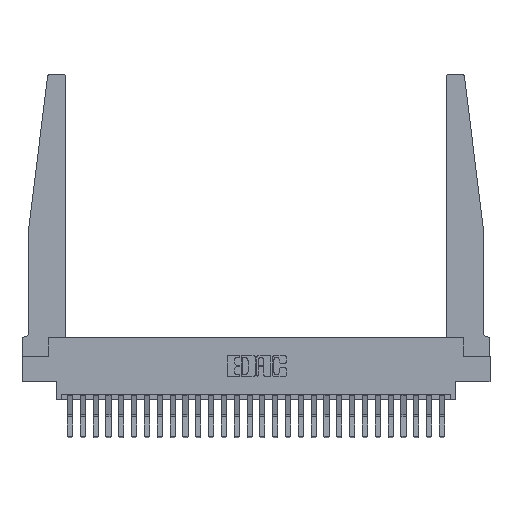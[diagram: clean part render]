
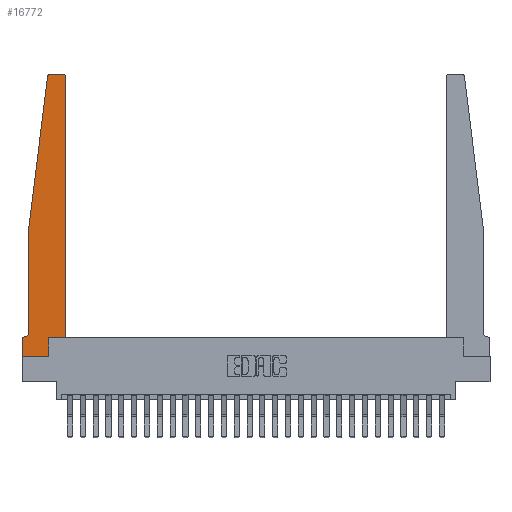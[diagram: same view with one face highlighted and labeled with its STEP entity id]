
A CAD part, top view. The second image highlights one B-rep face of the part: STEP entity #16772.
In plain terms, the highlighted planar face has unit normal (0, 0, 1).
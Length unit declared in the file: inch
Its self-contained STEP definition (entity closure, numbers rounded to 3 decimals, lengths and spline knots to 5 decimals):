
#28 = VERTEX_POINT ( 'NONE', #14739 ) ;
#35 = CARTESIAN_POINT ( 'NONE',  ( 0., 0., 0.37 ) ) ;
#423 = AXIS2_PLACEMENT_3D ( 'NONE', #2828, #8475, #560 ) ;
#560 = DIRECTION ( 'NONE',  ( -1., 0., 0. ) ) ;
#894 = DIRECTION ( 'NONE',  ( -1., 0., 0. ) ) ;
#1273 = LINE ( 'NONE', #7070, #8035 ) ;
#2015 = DIRECTION ( 'NONE',  ( 1., 0., 0. ) ) ;
#2057 = ORIENTED_EDGE ( 'NONE', *, *, #17780, .T. ) ;
#2605 = EDGE_CURVE ( 'NONE', #16324, #3377, #17131, .T. ) ;
#2828 = CARTESIAN_POINT ( 'NONE',  ( 0.015, 0.2375, 0.37 ) ) ;
#3000 = CARTESIAN_POINT ( 'NONE',  ( 0., 0., 0.37 ) ) ;
#3053 = DIRECTION ( 'NONE',  ( -0.122, -0.992, 0. ) ) ;
#3098 = EDGE_CURVE ( 'NONE', #23201, #19807, #16666, .T. ) ;
#3377 = VERTEX_POINT ( 'NONE', #13670 ) ;
#3832 = VERTEX_POINT ( 'NONE', #22133 ) ;
#3909 = ORIENTED_EDGE ( 'NONE', *, *, #10017, .T. ) ;
#4053 = DIRECTION ( 'NONE',  ( -1., 0., 0. ) ) ;
#4385 = VERTEX_POINT ( 'NONE', #25274 ) ;
#4639 = VECTOR ( 'NONE', #10466, 39.37008 ) ;
#4981 = LINE ( 'NONE', #25352, #12722 ) ;
#5724 = ORIENTED_EDGE ( 'NONE', *, *, #3098, .T. ) ;
#5811 = EDGE_CURVE ( 'NONE', #28, #3832, #9742, .T. ) ;
#6078 = ORIENTED_EDGE ( 'NONE', *, *, #8393, .T. ) ;
#6427 = AXIS2_PLACEMENT_3D ( 'NONE', #22540, #20509, #22807 ) ;
#6892 = ORIENTED_EDGE ( 'NONE', *, *, #24514, .T. ) ;
#6958 = DIRECTION ( 'NONE',  ( 0., 0., 1. ) ) ;
#7070 = CARTESIAN_POINT ( 'NONE',  ( 0., 0., 0.37 ) ) ;
#7207 = VERTEX_POINT ( 'NONE', #7893 ) ;
#7321 = LINE ( 'NONE', #7712, #23957 ) ;
#7679 = EDGE_CURVE ( 'NONE', #19807, #4385, #4981, .T. ) ;
#7712 = CARTESIAN_POINT ( 'NONE',  ( 0.425, 0.18, 0.37 ) ) ;
#7893 = CARTESIAN_POINT ( 'NONE',  ( 0.27653, 2.75, 0.37 ) ) ;
#7954 = PLANE ( 'NONE',  #6427 ) ;
#8035 = VECTOR ( 'NONE', #17187, 39.37008 ) ;
#8228 = DIRECTION ( 'NONE',  ( 0., -1., 0. ) ) ;
#8261 = CARTESIAN_POINT ( 'NONE',  ( 0.065, 1.25, 0.37 ) ) ;
#8393 = EDGE_CURVE ( 'NONE', #7207, #28, #25673, .T. ) ;
#8437 = ORIENTED_EDGE ( 'NONE', *, *, #14511, .T. ) ;
#8475 = DIRECTION ( 'NONE',  ( 0., 0., -1. ) ) ;
#8574 = CIRCLE ( 'NONE', #423, 0.05 ) ;
#9238 = DIRECTION ( 'NONE',  ( 1., 0., 0. ) ) ;
#9742 = LINE ( 'NONE', #21542, #25535 ) ;
#9992 = LINE ( 'NONE', #22283, #18031 ) ;
#10017 = EDGE_CURVE ( 'NONE', #4385, #16324, #7321, .T. ) ;
#10254 = LINE ( 'NONE', #35, #13672 ) ;
#10436 = ORIENTED_EDGE ( 'NONE', *, *, #7679, .T. ) ;
#10466 = DIRECTION ( 'NONE',  ( 0., 1., 0. ) ) ;
#10495 = VERTEX_POINT ( 'NONE', #13351 ) ;
#10621 = CARTESIAN_POINT ( 'NONE',  ( 0.395, 2.72, 0.37 ) ) ;
#10869 = CARTESIAN_POINT ( 'NONE',  ( 0.27653, 2.72, 0.37 ) ) ;
#11077 = ORIENTED_EDGE ( 'NONE', *, *, #18251, .T. ) ;
#12249 = DIRECTION ( 'NONE',  ( 0., 0., 1. ) ) ;
#12722 = VECTOR ( 'NONE', #23467, 39.37008 ) ;
#13327 = EDGE_CURVE ( 'NONE', #15451, #22431, #10254, .T. ) ;
#13351 = CARTESIAN_POINT ( 'NONE',  ( 0.065, 0.2375, 0.37 ) ) ;
#13670 = CARTESIAN_POINT ( 'NONE',  ( 0.395, 2.75, 0.37 ) ) ;
#13672 = VECTOR ( 'NONE', #8228, 39.37008 ) ;
#13977 = ORIENTED_EDGE ( 'NONE', *, *, #16947, .T. ) ;
#14511 = EDGE_CURVE ( 'NONE', #25973, #15451, #9992, .T. ) ;
#14594 = LINE ( 'NONE', #8261, #19699 ) ;
#14739 = CARTESIAN_POINT ( 'NONE',  ( 0.24675, 2.72367, 0.37 ) ) ;
#15451 = VERTEX_POINT ( 'NONE', #17031 ) ;
#16324 = VERTEX_POINT ( 'NONE', #18859 ) ;
#16666 = LINE ( 'NONE', #22621, #4639 ) ;
#16772 = ADVANCED_FACE ( 'NONE', ( #22670 ), #7954, .T. ) ;
#16947 = EDGE_CURVE ( 'NONE', #10495, #25973, #8574, .T. ) ;
#17031 = CARTESIAN_POINT ( 'NONE',  ( 0., 0.1875, 0.37 ) ) ;
#17131 = CIRCLE ( 'NONE', #25749, 0.03 ) ;
#17187 = DIRECTION ( 'NONE',  ( 1., 0., 0. ) ) ;
#17488 = AXIS2_PLACEMENT_3D ( 'NONE', #10869, #6958, #9238 ) ;
#17592 = CARTESIAN_POINT ( 'NONE',  ( 0.25, 2.75, 0.37 ) ) ;
#17780 = EDGE_CURVE ( 'NONE', #22431, #23201, #1273, .T. ) ;
#18031 = VECTOR ( 'NONE', #4053, 39.37008 ) ;
#18251 = EDGE_CURVE ( 'NONE', #3832, #10495, #14594, .T. ) ;
#18859 = CARTESIAN_POINT ( 'NONE',  ( 0.425, 2.72, 0.37 ) ) ;
#19699 = VECTOR ( 'NONE', #22841, 39.37008 ) ;
#19807 = VERTEX_POINT ( 'NONE', #22152 ) ;
#20509 = DIRECTION ( 'NONE',  ( 0., 0., 1. ) ) ;
#20601 = CARTESIAN_POINT ( 'NONE',  ( 0.015, 0.1875, 0.37 ) ) ;
#20847 = CARTESIAN_POINT ( 'NONE',  ( 0.2605, 0., 0.37 ) ) ;
#21377 = ORIENTED_EDGE ( 'NONE', *, *, #2605, .T. ) ;
#21542 = CARTESIAN_POINT ( 'NONE',  ( 0.065, 1.25, 0.37 ) ) ;
#21776 = ORIENTED_EDGE ( 'NONE', *, *, #5811, .T. ) ;
#22133 = CARTESIAN_POINT ( 'NONE',  ( 0.065, 1.25, 0.37 ) ) ;
#22152 = CARTESIAN_POINT ( 'NONE',  ( 0.2605, 0.18, 0.37 ) ) ;
#22283 = CARTESIAN_POINT ( 'NONE',  ( 0.065, 0.1875, 0.37 ) ) ;
#22431 = VERTEX_POINT ( 'NONE', #3000 ) ;
#22540 = CARTESIAN_POINT ( 'NONE',  ( 0., 0.1875, 0.37 ) ) ;
#22621 = CARTESIAN_POINT ( 'NONE',  ( 0.2605, 0.18, 0.37 ) ) ;
#22670 = FACE_OUTER_BOUND ( 'NONE', #23841, .T. ) ;
#22807 = DIRECTION ( 'NONE',  ( 1., 0., 0. ) ) ;
#22841 = DIRECTION ( 'NONE',  ( 0., -1., 0. ) ) ;
#22886 = VECTOR ( 'NONE', #894, 39.37008 ) ;
#23201 = VERTEX_POINT ( 'NONE', #20847 ) ;
#23467 = DIRECTION ( 'NONE',  ( 1., 0., 0. ) ) ;
#23788 = DIRECTION ( 'NONE',  ( 0., 1., 0. ) ) ;
#23841 = EDGE_LOOP ( 'NONE', ( #6892, #6078, #21776, #11077, #13977, #8437, #24328, #2057, #5724, #10436, #3909, #21377 ) ) ;
#23935 = LINE ( 'NONE', #17592, #22886 ) ;
#23957 = VECTOR ( 'NONE', #23788, 39.37008 ) ;
#24328 = ORIENTED_EDGE ( 'NONE', *, *, #13327, .T. ) ;
#24514 = EDGE_CURVE ( 'NONE', #3377, #7207, #23935, .T. ) ;
#25274 = CARTESIAN_POINT ( 'NONE',  ( 0.425, 0.18, 0.37 ) ) ;
#25352 = CARTESIAN_POINT ( 'NONE',  ( 0.425, 0.18, 0.37 ) ) ;
#25535 = VECTOR ( 'NONE', #3053, 39.37008 ) ;
#25673 = CIRCLE ( 'NONE', #17488, 0.03 ) ;
#25749 = AXIS2_PLACEMENT_3D ( 'NONE', #10621, #12249, #2015 ) ;
#25973 = VERTEX_POINT ( 'NONE', #20601 ) ;
